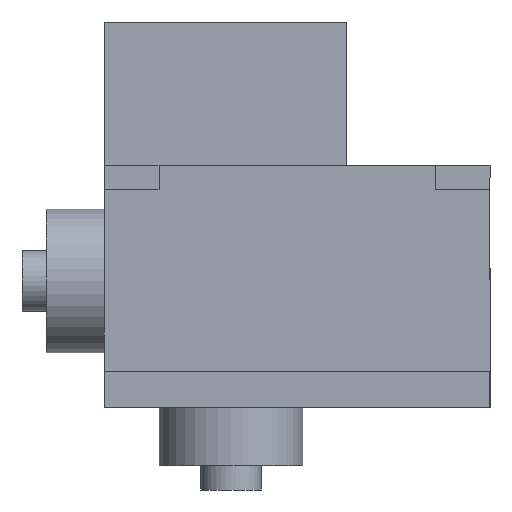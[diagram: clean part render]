
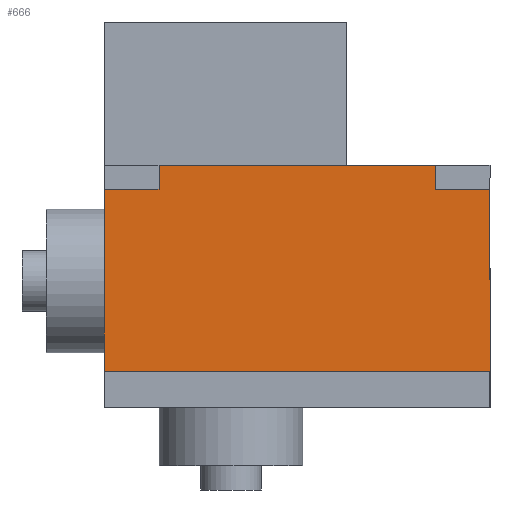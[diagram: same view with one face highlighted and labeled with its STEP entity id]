
A CAD part, front view. The second image highlights one B-rep face of the part: STEP entity #666.
In plain terms, the highlighted planar face has unit normal (0, -1, 0).
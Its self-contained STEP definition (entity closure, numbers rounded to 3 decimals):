
#3 = LINE ( 'NONE', #438, #164 ) ;
#10 = CARTESIAN_POINT ( 'NONE',  ( 0., 6.625, -15.4 ) ) ;
#14 = EDGE_CURVE ( 'NONE', #928, #262, #873, .T. ) ;
#24 = VECTOR ( 'NONE', #658, 1000. ) ;
#34 = DIRECTION ( 'NONE',  ( 0., 0., 1. ) ) ;
#49 = EDGE_CURVE ( 'NONE', #377, #911, #107, .T. ) ;
#57 = CARTESIAN_POINT ( 'NONE',  ( 11.4, 6.625, 0. ) ) ;
#68 = DIRECTION ( 'NONE',  ( 1., 0., 0. ) ) ;
#76 = EDGE_LOOP ( 'NONE', ( #592, #638, #965, #791, #828, #635, #584, #461 ) ) ;
#107 = LINE ( 'NONE', #800, #235 ) ;
#108 = DIRECTION ( 'NONE',  ( 0., 0., 1. ) ) ;
#123 = VECTOR ( 'NONE', #369, 1000. ) ;
#127 = CARTESIAN_POINT ( 'NONE',  ( 11.4, 6.625, -0.4 ) ) ;
#142 = DIRECTION ( 'NONE',  ( -1., 0., 0. ) ) ;
#146 = CARTESIAN_POINT ( 'NONE',  ( -15.9, 6.625, -15.4 ) ) ;
#155 = CARTESIAN_POINT ( 'NONE',  ( -15.9, 6.625, -21. ) ) ;
#164 = VECTOR ( 'NONE', #142, 1000. ) ;
#187 = DIRECTION ( 'NONE',  ( 0., 0., 1. ) ) ;
#202 = EDGE_CURVE ( 'NONE', #377, #262, #271, .T. ) ;
#235 = VECTOR ( 'NONE', #783, 1000. ) ;
#245 = DIRECTION ( 'NONE',  ( 0., -1., 0. ) ) ;
#262 = VERTEX_POINT ( 'NONE', #424 ) ;
#271 = LINE ( 'NONE', #668, #24 ) ;
#281 = CARTESIAN_POINT ( 'NONE',  ( 11.4, 6.625, 1.6 ) ) ;
#285 = AXIS2_PLACEMENT_3D ( 'NONE', #155, #245, #929 ) ;
#290 = CARTESIAN_POINT ( 'NONE',  ( 15.9, 6.625, -15.4 ) ) ;
#316 = VECTOR ( 'NONE', #108, 1000. ) ;
#353 = VECTOR ( 'NONE', #187, 1000. ) ;
#369 = DIRECTION ( 'NONE',  ( -1., 0., 0. ) ) ;
#375 = VERTEX_POINT ( 'NONE', #127 ) ;
#377 = VERTEX_POINT ( 'NONE', #493 ) ;
#410 = LINE ( 'NONE', #57, #353 ) ;
#424 = CARTESIAN_POINT ( 'NONE',  ( -15.9, 6.625, -0.4 ) ) ;
#430 = VERTEX_POINT ( 'NONE', #290 ) ;
#438 = CARTESIAN_POINT ( 'NONE',  ( 84.1, 6.625, -0.4 ) ) ;
#461 = ORIENTED_EDGE ( 'NONE', *, *, #734, .T. ) ;
#493 = CARTESIAN_POINT ( 'NONE',  ( -11.4, 6.625, -0.4 ) ) ;
#508 = EDGE_CURVE ( 'NONE', #785, #375, #3, .T. ) ;
#511 = CARTESIAN_POINT ( 'NONE',  ( 15.9, 6.625, -0.4 ) ) ;
#522 = CARTESIAN_POINT ( 'NONE',  ( -11.4, 6.625, 1.6 ) ) ;
#547 = VECTOR ( 'NONE', #34, 1000. ) ;
#552 = CARTESIAN_POINT ( 'NONE',  ( -15.9, 6.625, -21. ) ) ;
#584 = ORIENTED_EDGE ( 'NONE', *, *, #958, .F. ) ;
#592 = ORIENTED_EDGE ( 'NONE', *, *, #508, .T. ) ;
#628 = FACE_OUTER_BOUND ( 'NONE', #76, .T. ) ;
#635 = ORIENTED_EDGE ( 'NONE', *, *, #14, .F. ) ;
#638 = ORIENTED_EDGE ( 'NONE', *, *, #782, .T. ) ;
#658 = DIRECTION ( 'NONE',  ( -1., 0., 0. ) ) ;
#666 = ADVANCED_FACE ( 'NONE', ( #628 ), #919, .T. ) ;
#668 = CARTESIAN_POINT ( 'NONE',  ( 84.1, 6.625, -0.4 ) ) ;
#691 = LINE ( 'NONE', #10, #123 ) ;
#711 = VECTOR ( 'NONE', #68, 1000. ) ;
#716 = LINE ( 'NONE', #938, #316 ) ;
#734 = EDGE_CURVE ( 'NONE', #430, #785, #716, .T. ) ;
#741 = CARTESIAN_POINT ( 'NONE',  ( -15.9, 6.625, 1.6 ) ) ;
#757 = VERTEX_POINT ( 'NONE', #281 ) ;
#782 = EDGE_CURVE ( 'NONE', #375, #757, #410, .T. ) ;
#783 = DIRECTION ( 'NONE',  ( 0., 0., 1. ) ) ;
#785 = VERTEX_POINT ( 'NONE', #511 ) ;
#791 = ORIENTED_EDGE ( 'NONE', *, *, #49, .F. ) ;
#793 = EDGE_CURVE ( 'NONE', #911, #757, #869, .T. ) ;
#800 = CARTESIAN_POINT ( 'NONE',  ( -11.4, 6.625, 0. ) ) ;
#828 = ORIENTED_EDGE ( 'NONE', *, *, #202, .T. ) ;
#869 = LINE ( 'NONE', #741, #711 ) ;
#873 = LINE ( 'NONE', #552, #547 ) ;
#911 = VERTEX_POINT ( 'NONE', #522 ) ;
#919 = PLANE ( 'NONE',  #285 ) ;
#928 = VERTEX_POINT ( 'NONE', #146 ) ;
#929 = DIRECTION ( 'NONE',  ( 0., 0., -1. ) ) ;
#938 = CARTESIAN_POINT ( 'NONE',  ( 15.9, 6.625, -21. ) ) ;
#958 = EDGE_CURVE ( 'NONE', #430, #928, #691, .T. ) ;
#965 = ORIENTED_EDGE ( 'NONE', *, *, #793, .F. ) ;
